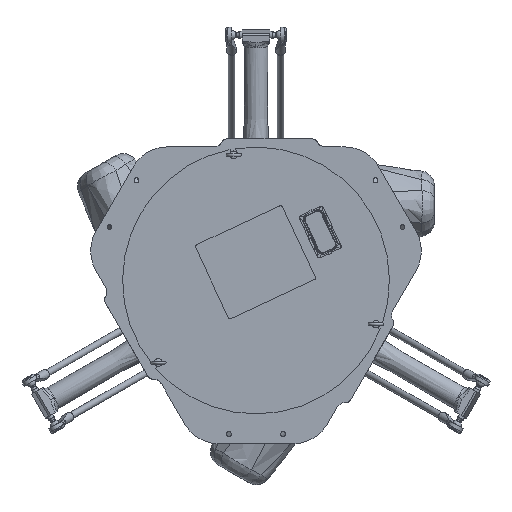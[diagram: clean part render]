
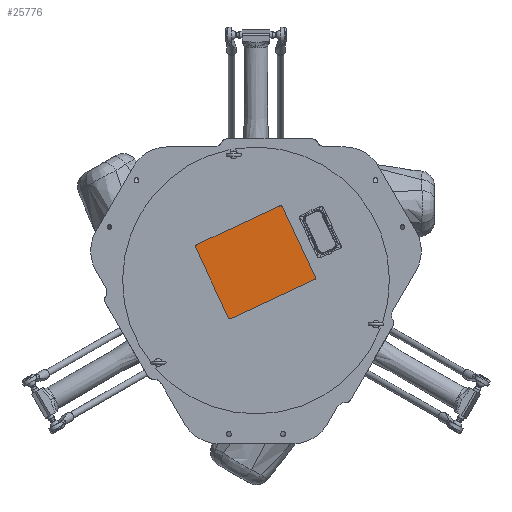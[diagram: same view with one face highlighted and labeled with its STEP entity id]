
A CAD part, top view. The second image highlights one B-rep face of the part: STEP entity #25776.
In plain terms, the highlighted face is planar.
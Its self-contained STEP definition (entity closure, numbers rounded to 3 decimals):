
#350=CIRCLE('',#26603,5.);
#351=CIRCLE('',#26606,5.);
#352=CIRCLE('',#26609,5.);
#353=CIRCLE('',#26612,5.);
#4510=FACE_OUTER_BOUND('',#6070,.T.);
#6070=EDGE_LOOP('',(#22336,#22337,#22338,#22339,#22340,#22341,#22342,#22343));
#8043=LINE('',#52867,#10030);
#8044=LINE('',#52868,#10031);
#8045=LINE('',#52869,#10032);
#8046=LINE('',#52870,#10033);
#10030=VECTOR('',#33417,160.);
#10031=VECTOR('',#33418,190.);
#10032=VECTOR('',#33419,160.);
#10033=VECTOR('',#33420,190.);
#11054=VERTEX_POINT('',#37885);
#11055=VERTEX_POINT('',#37887);
#11058=VERTEX_POINT('',#37897);
#11059=VERTEX_POINT('',#37899);
#11062=VERTEX_POINT('',#37909);
#11063=VERTEX_POINT('',#37911);
#11066=VERTEX_POINT('',#37921);
#11067=VERTEX_POINT('',#37923);
#13654=EDGE_CURVE('',#11055,#11054,#350,.T.);
#13660=EDGE_CURVE('',#11059,#11058,#351,.T.);
#13666=EDGE_CURVE('',#11063,#11062,#352,.T.);
#13672=EDGE_CURVE('',#11067,#11066,#353,.T.);
#15755=EDGE_CURVE('',#11066,#11055,#8043,.T.);
#15756=EDGE_CURVE('',#11054,#11059,#8044,.T.);
#15757=EDGE_CURVE('',#11058,#11063,#8045,.T.);
#15758=EDGE_CURVE('',#11062,#11067,#8046,.T.);
#22336=ORIENTED_EDGE('',*,*,#15755,.T.);
#22337=ORIENTED_EDGE('',*,*,#13654,.T.);
#22338=ORIENTED_EDGE('',*,*,#15756,.T.);
#22339=ORIENTED_EDGE('',*,*,#13660,.T.);
#22340=ORIENTED_EDGE('',*,*,#15757,.T.);
#22341=ORIENTED_EDGE('',*,*,#13666,.T.);
#22342=ORIENTED_EDGE('',*,*,#15758,.T.);
#22343=ORIENTED_EDGE('',*,*,#13672,.T.);
#24473=PLANE('',#27942);
#25776=ADVANCED_FACE('',(#4510),#24473,.T.);
#26603=AXIS2_PLACEMENT_3D('',#37888,#29737,#29738);
#26606=AXIS2_PLACEMENT_3D('',#37900,#29748,#29749);
#26609=AXIS2_PLACEMENT_3D('',#37912,#29759,#29760);
#26612=AXIS2_PLACEMENT_3D('',#37924,#29770,#29771);
#27942=AXIS2_PLACEMENT_3D('',#52866,#33415,#33416);
#29737=DIRECTION('center_axis',(0.,1.,0.));
#29738=DIRECTION('ref_axis',(0.423,0.,0.906));
#29748=DIRECTION('center_axis',(0.,1.,0.));
#29749=DIRECTION('ref_axis',(0.906,0.,-0.423));
#29759=DIRECTION('center_axis',(0.,1.,0.));
#29760=DIRECTION('ref_axis',(-0.423,0.,-0.906));
#29770=DIRECTION('center_axis',(0.,1.,0.));
#29771=DIRECTION('ref_axis',(-0.906,0.,0.423));
#33415=DIRECTION('center_axis',(0.,1.,0.));
#33416=DIRECTION('ref_axis',(-0.906,0.,0.423));
#33417=DIRECTION('',(-0.423,0.,-0.906));
#33418=DIRECTION('',(-0.906,0.,0.423));
#33419=DIRECTION('',(0.423,0.,0.906));
#33420=DIRECTION('',(0.906,0.,-0.423));
#37885=CARTESIAN_POINT('',(48.98,119.,-155.245));
#37887=CARTESIAN_POINT('',(55.624,119.,-152.826));
#37888=CARTESIAN_POINT('Origin',(51.093,119.,-150.713));
#37897=CARTESIAN_POINT('',(-125.637,119.,-68.303));
#37899=CARTESIAN_POINT('',(-123.219,119.,-74.947));
#37900=CARTESIAN_POINT('Origin',(-121.106,119.,-70.416));
#37909=CARTESIAN_POINT('',(-51.374,119.,79.125));
#37911=CARTESIAN_POINT('',(-58.018,119.,76.706));
#37912=CARTESIAN_POINT('Origin',(-53.487,119.,74.593));
#37921=CARTESIAN_POINT('',(123.243,119.,-7.817));
#37923=CARTESIAN_POINT('',(120.825,119.,-1.173));
#37924=CARTESIAN_POINT('Origin',(118.712,119.,-5.704));
#52866=CARTESIAN_POINT('Origin',(-1.197,119.,-38.06));
#52867=CARTESIAN_POINT('',(123.243,119.,-7.817));
#52868=CARTESIAN_POINT('',(48.98,119.,-155.245));
#52869=CARTESIAN_POINT('',(-125.637,119.,-68.303));
#52870=CARTESIAN_POINT('',(-51.374,119.,79.125));
